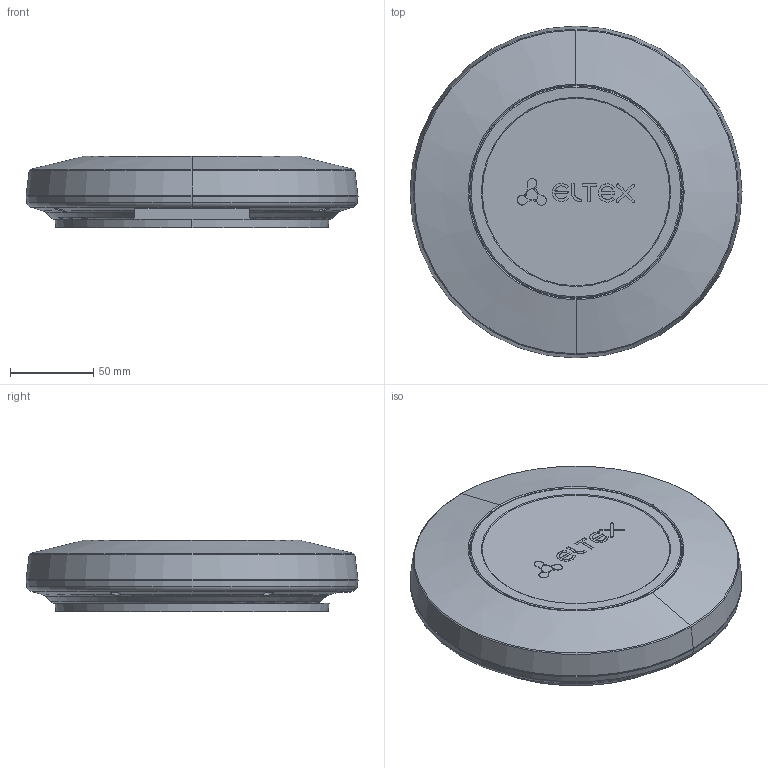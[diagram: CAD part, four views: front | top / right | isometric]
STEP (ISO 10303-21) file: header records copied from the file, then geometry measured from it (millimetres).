
FILE_DESCRIPTION (( 'STEP AP214' ), '1' );
FILE_NAME ('__WEP-2ac.STEP', '2023-01-12T10:32:40', ( '' ), ( '' ), 'SwSTEP 2.0', 'SolidWorks 2021', '' );
FILE_SCHEMA (( 'AUTOMOTIVE_DESIGN' ));
Length unit declared in the file: millimetre
Products named in the file (12): __WEP2ac.007_WEP2ac.007; __WEP2acSmart.004_WEP2acSmart.004; __Plate wep2ac_3v0_Plate wep2ac_3v0; __LOGOTIP_ELTEX_LOGOTIP_ELTEX; __Plate wep2ac_3v0 (ALL)_WEP-2ac; __WEP-2ac Smart_Plastic case WEP2ac smart; __L130_L130; __WEP2ac.005_WEP2ac.005; __WEP-2ac; __SWT42_SWT42_SWT-42-4.3; __RJ45_1X2_KEY_BOT_RJ45_1X2_KEY_BOT_LINK-PP LPJE102NNL; __E112_PRGM_E112_PRGM
Assembly tree (10 placements, depth 4):
  __LOGOTIP_ELTEX_LOGOTIP_ELTEX
  __WEP-2ac
    __WEP-2ac Smart_Plastic case WEP2ac smart
      __WEP2acSmart.004_WEP2acSmart.004
      __WEP2ac.005_WEP2ac.005
      __WEP2ac.007_WEP2ac.007
    __Plate wep2ac_3v0 (ALL)_WEP-2ac
      __Plate wep2ac_3v0_Plate wep2ac_3v0
        __L130_L130  x2
        __SWT42_SWT42_SWT-42-4.3
        __RJ45_1X2_KEY_BOT_RJ45_1X2_KEY_BOT_LINK-PP LPJE102NNL
  __E112_PRGM_E112_PRGM
Bounding box: 200 x 200 x 43 mm (x, y, z)
Volume: 218747.3 mm3; surface area: 239321.4 mm2
Topology: 7 solids, 7 shells, 3276 faces, 9160 edges, 6032 vertices
Faces by surface type: plane 1755, bspline 607, cone 574, cylinder 227, torus 105, sphere 8
Entity records: 133229 total; most frequent: CARTESIAN_POINT 49480, ORIENTED_EDGE 18136, DIRECTION 12780, EDGE_CURVE 9068, VERTEX_POINT 5974, VECTOR 4342, LINE 4342, AXIS2_PLACEMENT_3D 4219
